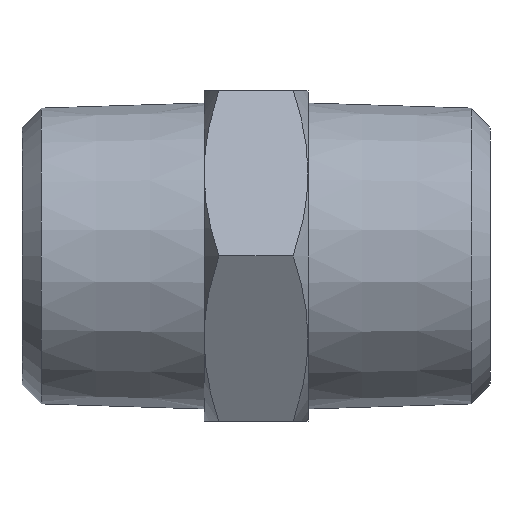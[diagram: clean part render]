
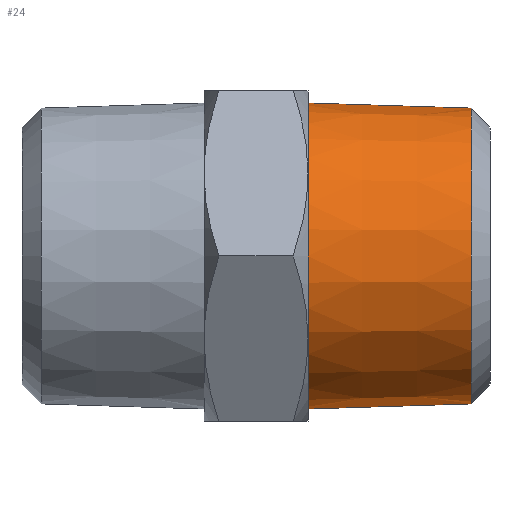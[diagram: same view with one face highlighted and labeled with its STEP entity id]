
A CAD part, front view. The second image highlights one B-rep face of the part: STEP entity #24.
In plain terms, the highlighted conical face has half-angle 1.783 degrees and reference radius 11.113 mm.
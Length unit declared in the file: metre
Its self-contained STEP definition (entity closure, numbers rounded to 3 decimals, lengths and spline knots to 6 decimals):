
#24 = ADVANCED_FACE ( 'NONE', ( #551 ), #735, .T. ) ;
#35 = LINE ( 'NONE', #977, #113 ) ;
#36 = CARTESIAN_POINT ( 'NONE',  ( 0.003778, 0., 0.011113 ) ) ;
#48 = CARTESIAN_POINT ( 'NONE',  ( 0.01564, 0., 0. ) ) ;
#94 = ORIENTED_EDGE ( 'NONE', *, *, #569, .F. ) ;
#113 = VECTOR ( 'NONE', #990, 1. ) ;
#114 = CARTESIAN_POINT ( 'NONE',  ( 0.003778, 0., 0.011113 ) ) ;
#154 = VERTEX_POINT ( 'NONE', #731 ) ;
#163 = CARTESIAN_POINT ( 'NONE',  ( 0.003778, 0., -0.011113 ) ) ;
#179 = AXIS2_PLACEMENT_3D ( 'NONE', #48, #418, #741 ) ;
#192 = EDGE_CURVE ( 'NONE', #694, #916, #549, .T. ) ;
#314 = DIRECTION ( 'NONE',  ( -1., 0., 0. ) ) ;
#337 = DIRECTION ( 'NONE',  ( 1., 0., 0. ) ) ;
#356 = LINE ( 'NONE', #36, #797 ) ;
#388 = CARTESIAN_POINT ( 'NONE',  ( 0.003778, 0., 0. ) ) ;
#418 = DIRECTION ( 'NONE',  ( -1., 0., 0. ) ) ;
#468 = VERTEX_POINT ( 'NONE', #852 ) ;
#483 = DIRECTION ( 'NONE',  ( 0., 0., -1. ) ) ;
#545 = EDGE_CURVE ( 'NONE', #154, #468, #625, .T. ) ;
#549 = CIRCLE ( 'NONE', #619, 0.011113 ) ;
#551 = FACE_OUTER_BOUND ( 'NONE', #982, .T. ) ;
#559 = CARTESIAN_POINT ( 'NONE',  ( 0.003778, 0., 0. ) ) ;
#569 = EDGE_CURVE ( 'NONE', #154, #916, #35, .T. ) ;
#619 = AXIS2_PLACEMENT_3D ( 'NONE', #559, #337, #483 ) ;
#625 = CIRCLE ( 'NONE', #179, 0.010743 ) ;
#626 = DIRECTION ( 'NONE',  ( 0., 0., -1. ) ) ;
#694 = VERTEX_POINT ( 'NONE', #114 ) ;
#723 = EDGE_CURVE ( 'NONE', #468, #694, #356, .T. ) ;
#731 = CARTESIAN_POINT ( 'NONE',  ( 0.01564, 0., -0.010743 ) ) ;
#735 = CONICAL_SURFACE ( 'NONE', #950, 0.011113, 0.031 ) ;
#741 = DIRECTION ( 'NONE',  ( 0., 0., 1. ) ) ;
#772 = ORIENTED_EDGE ( 'NONE', *, *, #545, .T. ) ;
#797 = VECTOR ( 'NONE', #840, 1. ) ;
#840 = DIRECTION ( 'NONE',  ( -1., 0., 0.031 ) ) ;
#852 = CARTESIAN_POINT ( 'NONE',  ( 0.01564, 0., 0.010743 ) ) ;
#916 = VERTEX_POINT ( 'NONE', #163 ) ;
#950 = AXIS2_PLACEMENT_3D ( 'NONE', #388, #314, #626 ) ;
#954 = ORIENTED_EDGE ( 'NONE', *, *, #723, .T. ) ;
#971 = ORIENTED_EDGE ( 'NONE', *, *, #192, .T. ) ;
#977 = CARTESIAN_POINT ( 'NONE',  ( 0.003778, 0., -0.011113 ) ) ;
#982 = EDGE_LOOP ( 'NONE', ( #772, #954, #971, #94 ) ) ;
#990 = DIRECTION ( 'NONE',  ( -1., 0., -0.031 ) ) ;
